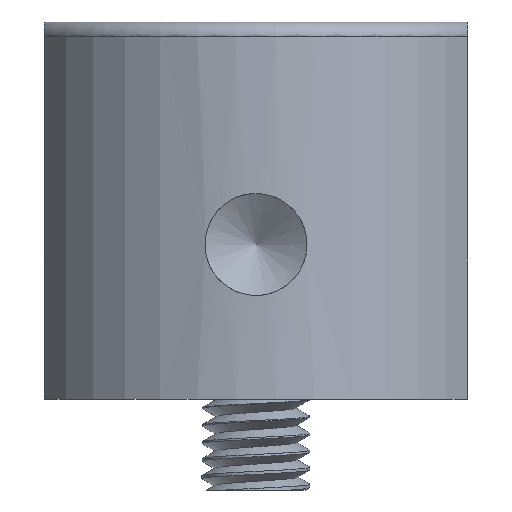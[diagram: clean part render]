
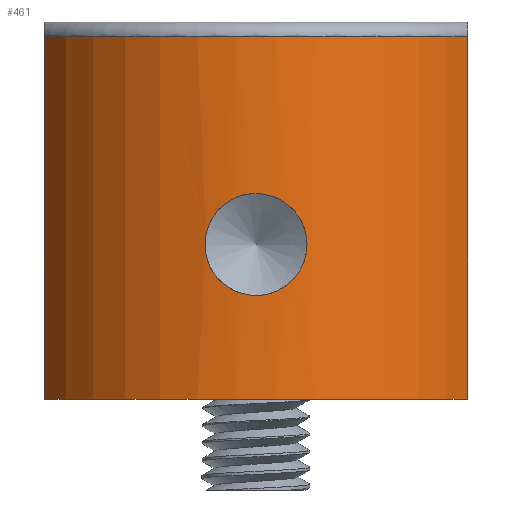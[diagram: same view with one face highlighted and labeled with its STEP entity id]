
A CAD part, front view. The second image highlights one B-rep face of the part: STEP entity #461.
In plain terms, the highlighted cylindrical face has radius 12.7 mm (diameter 25.4 mm), a partial arc.
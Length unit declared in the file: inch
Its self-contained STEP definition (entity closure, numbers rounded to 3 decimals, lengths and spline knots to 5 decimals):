
#22=FACE_BOUND('',#91,.T.);
#60=FACE_OUTER_BOUND('',#90,.T.);
#90=EDGE_LOOP('',(#406,#407,#408,#409));
#91=EDGE_LOOP('',(#410,#411,#412));
#103=CIRCLE('',#512,0.5);
#105=CIRCLE('',#516,0.5);
#129=B_SPLINE_CURVE_WITH_KNOTS('',3,(#3537,#3538,#3539,#3540,#3541,#3542,
#3543,#3544,#3545,#3546),.UNSPECIFIED.,.F.,.F.,(4,2,2,2,4),(0.40508,
0.50634,0.60761,0.70888,0.81015),
 .UNSPECIFIED.);
#130=B_SPLINE_CURVE_WITH_KNOTS('',3,(#3548,#3549,#3550,#3551,#3552,#3553,
#3554,#3555,#3556,#3557,#3558,#3559,#3560,#3561,#3562,#3563,#3564,#3565,
#3566),.UNSPECIFIED.,.F.,.F.,(4,2,2,2,3,2,2,2,4),(1.21523,1.31649,
1.41776,1.51903,1.6203,1.72158,1.82285,
1.92411,2.02538),.UNSPECIFIED.);
#131=B_SPLINE_CURVE_WITH_KNOTS('',3,(#3567,#3568,#3569,#3570,#3571,#3572,
#3573,#3574,#3575,#3576),.UNSPECIFIED.,.F.,.F.,(4,2,2,2,4),(0.81015,
0.91142,1.0127,1.11396,1.21523),
 .UNSPECIFIED.);
#154=LINE('',#3669,#177);
#159=LINE('',#3698,#182);
#177=VECTOR('',#583,0.3937);
#182=VECTOR('',#602,0.3937);
#210=VERTEX_POINT('',#3535);
#211=VERTEX_POINT('',#3536);
#212=VERTEX_POINT('',#3547);
#221=VERTEX_POINT('',#3655);
#222=VERTEX_POINT('',#3668);
#225=VERTEX_POINT('',#3678);
#227=VERTEX_POINT('',#3697);
#268=EDGE_CURVE('',#210,#211,#129,.T.);
#269=EDGE_CURVE('',#212,#210,#130,.T.);
#270=EDGE_CURVE('',#211,#212,#131,.T.);
#282=EDGE_CURVE('',#222,#221,#154,.T.);
#288=EDGE_CURVE('',#225,#221,#103,.T.);
#291=EDGE_CURVE('',#227,#225,#159,.T.);
#292=EDGE_CURVE('',#227,#222,#105,.T.);
#406=ORIENTED_EDGE('',*,*,#288,.F.);
#407=ORIENTED_EDGE('',*,*,#291,.F.);
#408=ORIENTED_EDGE('',*,*,#292,.T.);
#409=ORIENTED_EDGE('',*,*,#282,.T.);
#410=ORIENTED_EDGE('',*,*,#268,.T.);
#411=ORIENTED_EDGE('',*,*,#270,.T.);
#412=ORIENTED_EDGE('',*,*,#269,.T.);
#436=CYLINDRICAL_SURFACE('',#515,0.5);
#461=ADVANCED_FACE('',(#60,#22),#436,.T.);
#512=AXIS2_PLACEMENT_3D('',#3691,#593,#594);
#515=AXIS2_PLACEMENT_3D('',#3696,#600,#601);
#516=AXIS2_PLACEMENT_3D('',#3699,#603,#604);
#583=DIRECTION('',(0.,0.,1.));
#593=DIRECTION('center_axis',(0.,0.,1.));
#594=DIRECTION('ref_axis',(0.,-1.,0.));
#600=DIRECTION('center_axis',(0.,0.,1.));
#601=DIRECTION('ref_axis',(1.,0.,0.));
#602=DIRECTION('',(0.,0.,1.));
#603=DIRECTION('center_axis',(0.,0.,1.));
#604=DIRECTION('ref_axis',(1.,0.,0.));
#3535=CARTESIAN_POINT('',(0.,-0.5,0.4255));
#3536=CARTESIAN_POINT('',(0.1055,-0.48874,0.32));
#3537=CARTESIAN_POINT('Ctrl Pts',(0.,-0.5,0.4255));
#3538=CARTESIAN_POINT('Ctrl Pts',(0.01329,-0.5,0.4255));
#3539=CARTESIAN_POINT('Ctrl Pts',(0.02744,-0.49942,
0.42284));
#3540=CARTESIAN_POINT('Ctrl Pts',(0.05342,-0.49731,
0.41206));
#3541=CARTESIAN_POINT('Ctrl Pts',(0.06526,-0.49581,
0.40394));
#3542=CARTESIAN_POINT('Ctrl Pts',(0.08394,-0.49299,
0.38526));
#3543=CARTESIAN_POINT('Ctrl Pts',(0.09206,-0.49148,
0.37342));
#3544=CARTESIAN_POINT('Ctrl Pts',(0.10284,-0.48934,
0.34744));
#3545=CARTESIAN_POINT('Ctrl Pts',(0.1055,-0.48874,0.33329));
#3546=CARTESIAN_POINT('Ctrl Pts',(0.1055,-0.48874,0.32));
#3547=CARTESIAN_POINT('',(0.,-0.5,0.2145));
#3548=CARTESIAN_POINT('Ctrl Pts',(0.,-0.5,0.2145));
#3549=CARTESIAN_POINT('Ctrl Pts',(-0.01329,-0.5,0.2145));
#3550=CARTESIAN_POINT('Ctrl Pts',(-0.02744,-0.49942,
0.21716));
#3551=CARTESIAN_POINT('Ctrl Pts',(-0.05342,-0.49731,
0.22794));
#3552=CARTESIAN_POINT('Ctrl Pts',(-0.06526,-0.49581,
0.23606));
#3553=CARTESIAN_POINT('Ctrl Pts',(-0.08394,-0.49299,
0.25474));
#3554=CARTESIAN_POINT('Ctrl Pts',(-0.09206,-0.49148,
0.26658));
#3555=CARTESIAN_POINT('Ctrl Pts',(-0.10284,-0.48934,
0.29256));
#3556=CARTESIAN_POINT('Ctrl Pts',(-0.1055,-0.48874,0.30671));
#3557=CARTESIAN_POINT('Ctrl Pts',(-0.1055,-0.48874,0.32));
#3558=CARTESIAN_POINT('Ctrl Pts',(-0.1055,-0.48874,0.33329));
#3559=CARTESIAN_POINT('Ctrl Pts',(-0.10284,-0.48934,
0.34744));
#3560=CARTESIAN_POINT('Ctrl Pts',(-0.09206,-0.49148,
0.37342));
#3561=CARTESIAN_POINT('Ctrl Pts',(-0.08394,-0.49299,
0.38526));
#3562=CARTESIAN_POINT('Ctrl Pts',(-0.06526,-0.49581,
0.40394));
#3563=CARTESIAN_POINT('Ctrl Pts',(-0.05342,-0.49731,
0.41206));
#3564=CARTESIAN_POINT('Ctrl Pts',(-0.02744,-0.49942,
0.42284));
#3565=CARTESIAN_POINT('Ctrl Pts',(-0.01329,-0.5,0.4255));
#3566=CARTESIAN_POINT('Ctrl Pts',(0.,-0.5,0.4255));
#3567=CARTESIAN_POINT('Ctrl Pts',(0.1055,-0.48874,0.32));
#3568=CARTESIAN_POINT('Ctrl Pts',(0.1055,-0.48874,0.30671));
#3569=CARTESIAN_POINT('Ctrl Pts',(0.10284,-0.48934,
0.29256));
#3570=CARTESIAN_POINT('Ctrl Pts',(0.09206,-0.49148,
0.26658));
#3571=CARTESIAN_POINT('Ctrl Pts',(0.08394,-0.49299,
0.25474));
#3572=CARTESIAN_POINT('Ctrl Pts',(0.06526,-0.49581,
0.23606));
#3573=CARTESIAN_POINT('Ctrl Pts',(0.05342,-0.49731,
0.22794));
#3574=CARTESIAN_POINT('Ctrl Pts',(0.02744,-0.49942,
0.21716));
#3575=CARTESIAN_POINT('Ctrl Pts',(0.01329,-0.5,0.2145));
#3576=CARTESIAN_POINT('Ctrl Pts',(0.,-0.5,0.2145));
#3655=CARTESIAN_POINT('',(0.4375,-0.24206,0.75));
#3668=CARTESIAN_POINT('',(0.4375,-0.24206,0.));
#3669=CARTESIAN_POINT('',(0.4375,-0.24206,0.));
#3678=CARTESIAN_POINT('',(-0.4375,-0.24206,0.75));
#3691=CARTESIAN_POINT('Origin',(0.,0.,0.75));
#3696=CARTESIAN_POINT('Origin',(0.,0.,0.));
#3697=CARTESIAN_POINT('',(-0.4375,-0.24206,0.));
#3698=CARTESIAN_POINT('',(-0.4375,-0.24206,0.));
#3699=CARTESIAN_POINT('Origin',(0.,0.,0.));
